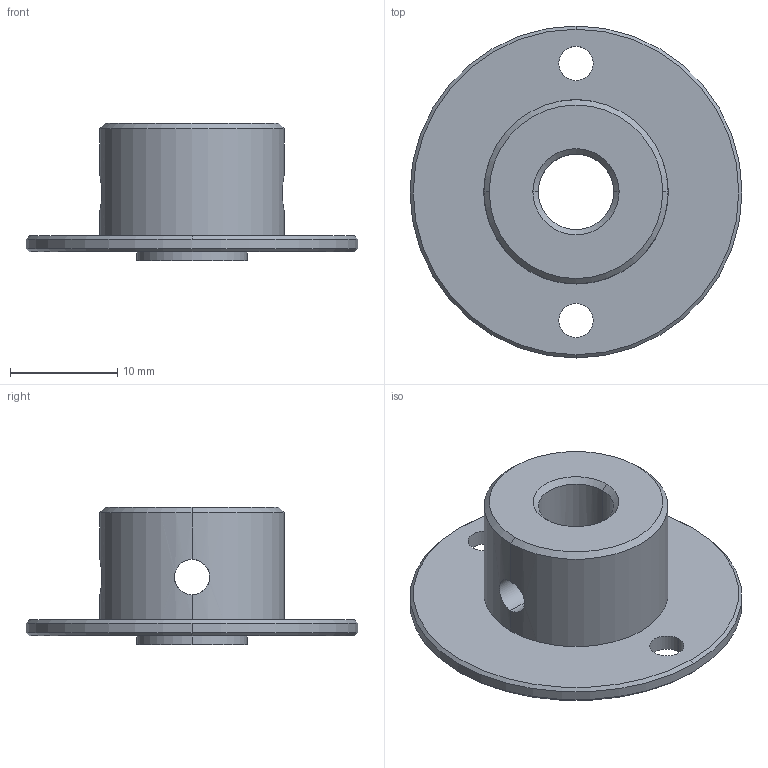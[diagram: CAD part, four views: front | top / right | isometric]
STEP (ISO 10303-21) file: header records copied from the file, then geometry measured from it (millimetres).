
FILE_DESCRIPTION (( 'STEP AP203' ), '1' );
FILE_NAME ('Bushing_Default_sldprt.STEP', '2023-09-27T09:49:11', ( '' ), ( '' ), 'SwSTEP 2.0', 'SolidWorks 2020', '' );
FILE_SCHEMA (( 'CONFIG_CONTROL_DESIGN' ));
Length unit declared in the file: millimetre
Products named in the file (1): Bushing_Default_sldprt
Bounding box: 31 x 31 x 12.8 mm (x, y, z)
Volume: 2964.7 mm3; surface area: 2505 mm2
Topology: 1 solids, 1 shells, 30 faces, 76 edges, 46 vertices
Faces by surface type: cylinder 18, cone 8, plane 4
Entity records: 1291 total; most frequent: CARTESIAN_POINT 465, DIRECTION 160, ORIENTED_EDGE 152, EDGE_CURVE 76, AXIS2_PLACEMENT_3D 65, VERTEX_POINT 46, EDGE_LOOP 40, CIRCLE 34
